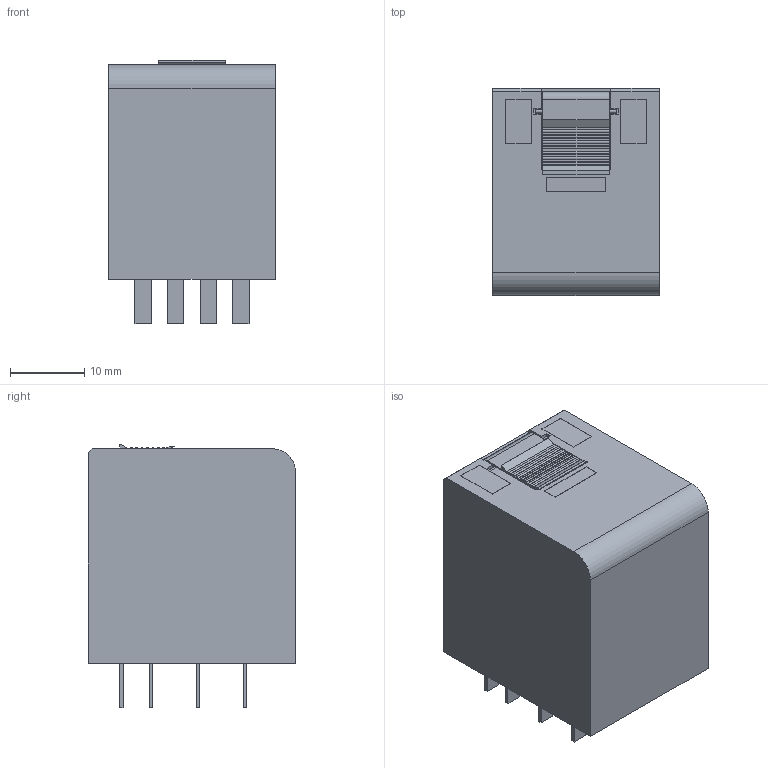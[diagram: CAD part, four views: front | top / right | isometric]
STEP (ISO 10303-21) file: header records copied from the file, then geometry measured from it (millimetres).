
FILE_DESCRIPTION(('CATIA V5R24 STEP','CAx-IF Rec.Pracs.--- Model Styling and Organization---1.2---2011-12-15'),'2;1');
FILE_NAME ('7482679_5_8957160000_S3D_RCM570_580_RECT_BL.stp','2018-01-30T11:47:28+00:00',('none'),('Weidmueller'),'CATIA Version 5-6 Release 2014 SP4','CATIA V5 STEP AP214','none');
FILE_SCHEMA(('AUTOMOTIVE_DESIGN { 1 0 10303 214 1 1 1 1 }'));
Length unit declared in the file: millimetre
Products named in the file (1): S3D_RCM570_580_RECT_BL
Bounding box: 22.5 x 28 x 35.63 mm (x, y, z)
Volume: 18303.3 mm3; surface area: 4992.9 mm2
Topology: 18 solids, 18 shells, 186 faces, 433 edges, 288 vertices
Faces by surface type: plane 152, cylinder 34
Entity records: 5342 total; most frequent: CARTESIAN_POINT 901, ORIENTED_EDGE 866, DIRECTION 780, EDGE_CURVE 433, VECTOR 365, LINE 365, VERTEX_POINT 288, AXIS2_PLACEMENT_3D 242
